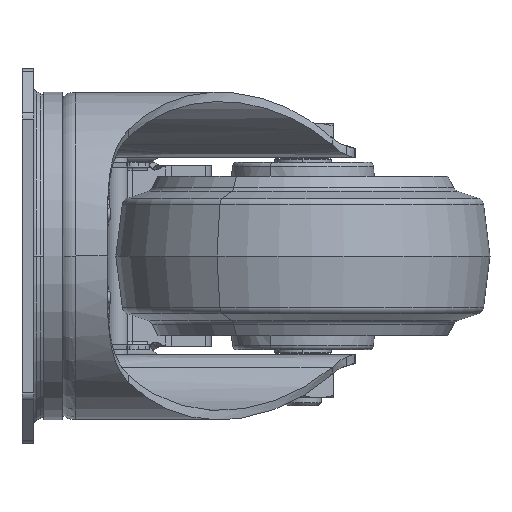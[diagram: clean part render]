
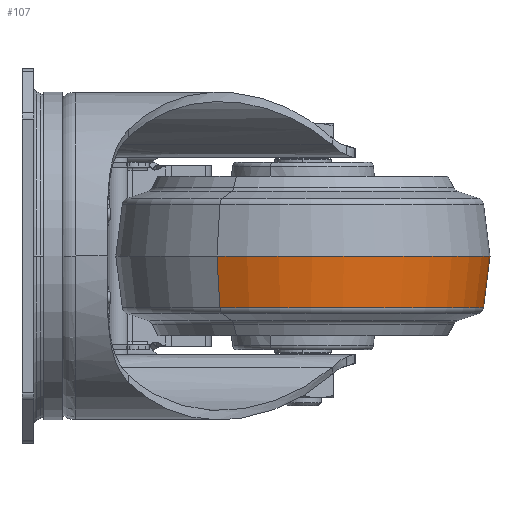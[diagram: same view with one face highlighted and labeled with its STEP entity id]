
A CAD part, left-side view. The second image highlights one B-rep face of the part: STEP entity #107.
In plain terms, the highlighted conical face has half-angle 7.125 degrees and reference radius 40 mm.
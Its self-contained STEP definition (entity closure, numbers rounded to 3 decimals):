
#107 = ADVANCED_FACE ( 'NONE', ( #8785 ), #35830, .T. ) ;
#3323 = CARTESIAN_POINT ( 'NONE',  ( 73.536, -72.363, 0. ) ) ;
#4807 = CARTESIAN_POINT ( 'NONE',  ( 38., -54., -11.062 ) ) ;
#5524 = VERTEX_POINT ( 'NONE', #23621 ) ;
#5641 = VERTEX_POINT ( 'NONE', #23539 ) ;
#6030 = DIRECTION ( 'NONE',  ( -0.11, 0.057, 0.992 ) ) ;
#7283 = AXIS2_PLACEMENT_3D ( 'NONE', #9544, #31410, #56066 ) ;
#8785 = FACE_OUTER_BOUND ( 'NONE', #30070, .T. ) ;
#9544 = CARTESIAN_POINT ( 'NONE',  ( 38., -54., 0. ) ) ;
#13971 = VERTEX_POINT ( 'NONE', #3323 ) ;
#15499 = EDGE_CURVE ( 'NONE', #5641, #30481, #40889, .T. ) ;
#15720 = ORIENTED_EDGE ( 'NONE', *, *, #59531, .F. ) ;
#16526 = ORIENTED_EDGE ( 'NONE', *, *, #19748, .T. ) ;
#17254 = DIRECTION ( 'NONE',  ( 0.11, -0.057, 0.992 ) ) ;
#18268 = CARTESIAN_POINT ( 'NONE',  ( 73.536, -72.363, 0. ) ) ;
#19748 = EDGE_CURVE ( 'NONE', #30481, #13971, #33937, .T. ) ;
#23539 = CARTESIAN_POINT ( 'NONE',  ( 3.693, -36.271, -11.062 ) ) ;
#23621 = CARTESIAN_POINT ( 'NONE',  ( 2.464, -35.637, 0. ) ) ;
#25495 = DIRECTION ( 'NONE',  ( 0.888, -0.459, 0. ) ) ;
#25657 = VECTOR ( 'NONE', #17254, 1000. ) ;
#26184 = CARTESIAN_POINT ( 'NONE',  ( 2.464, -35.637, 0. ) ) ;
#28998 = AXIS2_PLACEMENT_3D ( 'NONE', #4807, #66965, #40905 ) ;
#29599 = DIRECTION ( 'NONE',  ( 0., 0., 1. ) ) ;
#30070 = EDGE_LOOP ( 'NONE', ( #15720, #33056, #16526, #38059 ) ) ;
#30481 = VERTEX_POINT ( 'NONE', #32034 ) ;
#31410 = DIRECTION ( 'NONE',  ( 0., 0., -1. ) ) ;
#31805 = VECTOR ( 'NONE', #6030, 1000. ) ;
#32034 = CARTESIAN_POINT ( 'NONE',  ( 72.307, -71.729, -11.062 ) ) ;
#33056 = ORIENTED_EDGE ( 'NONE', *, *, #15499, .T. ) ;
#33937 = LINE ( 'NONE', #18268, #25657 ) ;
#35830 = CONICAL_SURFACE ( 'NONE', #41310, 40., 0.124 ) ;
#38059 = ORIENTED_EDGE ( 'NONE', *, *, #66305, .T. ) ;
#40889 = CIRCLE ( 'NONE', #28998, 38.617 ) ;
#40905 = DIRECTION ( 'NONE',  ( -0.888, 0.459, 0. ) ) ;
#41310 = AXIS2_PLACEMENT_3D ( 'NONE', #61721, #29599, #25495 ) ;
#56066 = DIRECTION ( 'NONE',  ( -0.888, 0.459, 0. ) ) ;
#57947 = LINE ( 'NONE', #26184, #31805 ) ;
#59531 = EDGE_CURVE ( 'NONE', #5641, #5524, #57947, .T. ) ;
#61721 = CARTESIAN_POINT ( 'NONE',  ( 38., -54., 0. ) ) ;
#66305 = EDGE_CURVE ( 'NONE', #13971, #5524, #67252, .T. ) ;
#66965 = DIRECTION ( 'NONE',  ( 0., 0., 1. ) ) ;
#67252 = CIRCLE ( 'NONE', #7283, 40. ) ;
